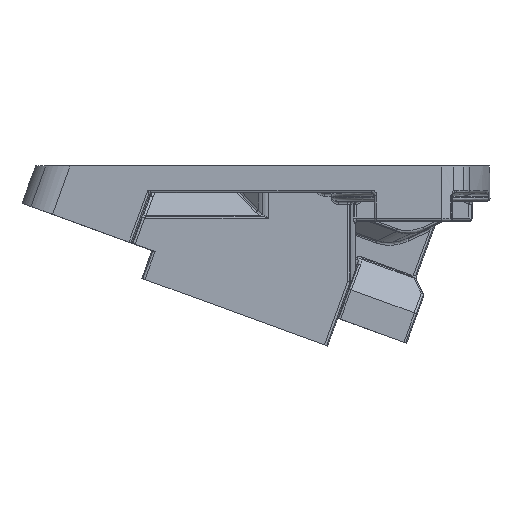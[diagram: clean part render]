
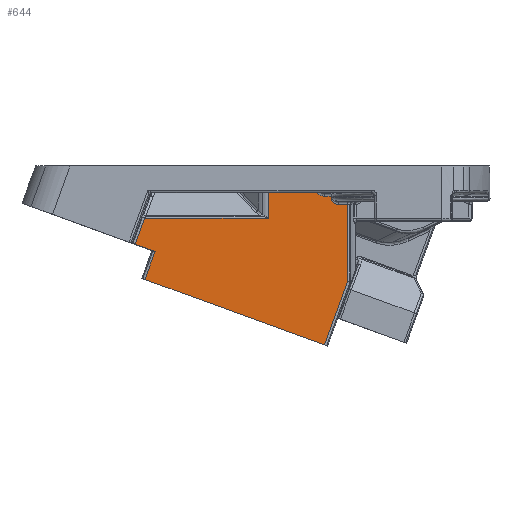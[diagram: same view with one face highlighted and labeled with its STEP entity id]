
A CAD part, left-side view. The second image highlights one B-rep face of the part: STEP entity #644.
In plain terms, the highlighted planar face has unit normal (-1, 0, 0).
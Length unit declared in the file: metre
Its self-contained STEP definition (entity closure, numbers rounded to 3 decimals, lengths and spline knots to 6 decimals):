
#644=ADVANCED_FACE('0:1217',(#1851),#1852,.T.);
#1851=FACE_OUTER_BOUND('',#28957,.T.);
#1852=PLANE('',#28958);
#28957=EDGE_LOOP('',(#33503,#33504,#33505,#33506,#33507,#33508,#33509,#33510,#33511,#33512,#33513,#33514,#33515,#33516,#33517));
#28958=AXIS2_PLACEMENT_3D('',#33518,#33519,#33520);
#33503=ORIENTED_EDGE('',*,*,#33728,.F.);
#33504=ORIENTED_EDGE('',*,*,#35189,.F.);
#33505=ORIENTED_EDGE('',*,*,#33724,.F.);
#33506=ORIENTED_EDGE('',*,*,#35111,.F.);
#33507=ORIENTED_EDGE('',*,*,#33644,.F.);
#33508=ORIENTED_EDGE('',*,*,#34517,.F.);
#33509=ORIENTED_EDGE('',*,*,#35190,.F.);
#33510=ORIENTED_EDGE('',*,*,#35115,.T.);
#33511=ORIENTED_EDGE('',*,*,#35109,.F.);
#33512=ORIENTED_EDGE('',*,*,#35107,.F.);
#33513=ORIENTED_EDGE('',*,*,#35106,.F.);
#33514=ORIENTED_EDGE('',*,*,#35104,.F.);
#33515=ORIENTED_EDGE('',*,*,#35102,.F.);
#33516=ORIENTED_EDGE('',*,*,#33806,.F.);
#33517=ORIENTED_EDGE('',*,*,#35100,.F.);
#33518=CARTESIAN_POINT('',(-0.026872,-0.040314,0.007999));
#33519=DIRECTION('',(-1.0,0.,0.0));
#33520=DIRECTION('',(0.,1.0,0.0));
#33644=EDGE_CURVE('0:4178',#35211,#35213,#35214,.T.);
#33724=EDGE_CURVE('0:3986',#35371,#35373,#35374,.T.);
#33728=EDGE_CURVE('0:3983',#35379,#35381,#35382,.T.);
#33806=EDGE_CURVE('0:3860',#35530,#35532,#35533,.T.);
#34517=EDGE_CURVE('0:1523',#36819,#35211,#36821,.T.);
#35100=EDGE_CURVE('0:3857',#35381,#35530,#37591,.T.);
#35102=EDGE_CURVE('0:3866',#35532,#37593,#37594,.T.);
#35104=EDGE_CURVE('0:3872',#37593,#37596,#37597,.T.);
#35106=EDGE_CURVE('0:3878',#37596,#37365,#37599,.T.);
#35107=EDGE_CURVE('0:3881',#37365,#37600,#37601,.T.);
#35109=EDGE_CURVE('0:3887',#37600,#37603,#37604,.T.);
#35111=EDGE_CURVE('0:3893',#35213,#35371,#37606,.T.);
#35115=EDGE_CURVE('0:3908',#37611,#37603,#37612,.F.);
#35189=EDGE_CURVE('0:4181',#35373,#35379,#37710,.F.);
#35190=EDGE_CURVE('0:4184',#37611,#36819,#37711,.T.);
#35211=VERTEX_POINT('',#37737);
#35213=VERTEX_POINT('',#37739);
#35214=LINE('',#37740,#37741);
#35371=VERTEX_POINT('',#38090);
#35373=VERTEX_POINT('',#38103);
#35374=LINE('',#38104,#38105);
#35379=VERTEX_POINT('',#38111);
#35381=VERTEX_POINT('',#38113);
#35382=LINE('',#38114,#38115);
#35530=VERTEX_POINT('',#38433);
#35532=VERTEX_POINT('',#38435);
#35533=LINE('',#38436,#38437);
#36819=VERTEX_POINT('',#40947);
#36821=LINE('',#40949,#40950);
#37365=VERTEX_POINT('',#42922);
#37591=B_SPLINE_CURVE_WITH_KNOTS('',3,(#43887,#43888,#43889,#43890,#43891,#43892,#43893,#43894,#43895,#43896,#43897,#43898,#43899,#43900,#43901,#43902,#43903,#43904,#43905,#43906),.UNSPECIFIED.,.F.,.F.,(4,2,2,2,2,2,2,2,2,4),(-0.002609,-0.002605,-0.002168,-0.00174,-0.001472,-0.001305,-0.001137,-0.00087,-0.000442,-0.0),.UNSPECIFIED.);
#37593=VERTEX_POINT('',#43908);
#37594=LINE('',#43909,#43910);
#37596=VERTEX_POINT('',#43912);
#37597=B_SPLINE_CURVE_WITH_KNOTS('',3,(#43913,#43914,#43915,#43916,#43917,#43918,#43919,#43920,#43921,#43922,#43923,#43924,#43925,#43926,#43927,#43928,#43929,#43930),.UNSPECIFIED.,.F.,.F.,(4,2,2,2,2,2,2,2,4),(-0.001905,-0.001583,-0.00127,-0.001075,-0.000953,-0.000831,-0.000635,-0.000322,-0.0),.UNSPECIFIED.);
#37599=B_SPLINE_CURVE_WITH_KNOTS('',3,(#43932,#43933,#43934,#43935),.UNSPECIFIED.,.F.,.F.,(4,4),(-0.001767,-0.0),.UNSPECIFIED.);
#37600=VERTEX_POINT('',#43936);
#37601=LINE('',#43937,#43938);
#37603=VERTEX_POINT('',#43940);
#37604=LINE('',#43941,#43942);
#37606=LINE('',#43944,#43945);
#37611=VERTEX_POINT('',#43951);
#37612=LINE('',#43952,#43953);
#37710=LINE('',#44137,#44138);
#37711=LINE('',#44139,#44140);
#37737=CARTESIAN_POINT('',(-0.026872,-0.012602,-0.002502));
#37739=CARTESIAN_POINT('',(-0.026872,-0.014362,0.002335));
#37740=CARTESIAN_POINT('',(-0.026872,-0.015682,0.005962));
#37741=VECTOR('',#44163,1.0);
#38090=CARTESIAN_POINT('',(-0.026872,-0.037298,0.002335));
#38103=CARTESIAN_POINT('',(-0.026872,-0.037298,0.012));
#38104=CARTESIAN_POINT('',(-0.026872,-0.037298,0.0115));
#38105=VECTOR('',#44290,1.0);
#38111=CARTESIAN_POINT('',(-0.026872,-0.048007,0.012));
#38113=CARTESIAN_POINT('',(-0.026872,-0.045466,0.007599));
#38114=CARTESIAN_POINT('',(-0.026872,-0.046223,0.008911));
#38115=VECTOR('',#44298,1.0);
#38433=CARTESIAN_POINT('',(-0.026872,-0.047729,0.006399));
#38435=CARTESIAN_POINT('',(-0.026872,-0.048975,0.006399));
#38436=CARTESIAN_POINT('',(-0.026872,-0.046168,0.006399));
#38437=VECTOR('',#44427,1.0);
#40947=CARTESIAN_POINT('',(-0.026872,-0.016319,-0.003855));
#40949=CARTESIAN_POINT('',(-0.026872,-0.0331,-0.009962));
#40950=VECTOR('',#45674,1.0);
#42922=CARTESIAN_POINT('',(-0.026872,-0.051982,0.004905));
#43887=CARTESIAN_POINT('',(-0.026872,-0.045466,0.007599));
#43888=CARTESIAN_POINT('',(-0.026872,-0.045467,0.007599));
#43889=CARTESIAN_POINT('',(-0.026872,-0.045468,0.007598));
#43890=CARTESIAN_POINT('',(-0.026872,-0.045581,0.007503));
#43891=CARTESIAN_POINT('',(-0.026872,-0.045694,0.00741));
#43892=CARTESIAN_POINT('',(-0.026872,-0.045918,0.007229));
#43893=CARTESIAN_POINT('',(-0.026872,-0.04603,0.00714));
#43894=CARTESIAN_POINT('',(-0.026872,-0.046216,0.007002));
#43895=CARTESIAN_POINT('',(-0.026872,-0.046289,0.00695));
#43896=CARTESIAN_POINT('',(-0.026872,-0.046409,0.006869));
#43897=CARTESIAN_POINT('',(-0.026872,-0.046456,0.006839));
#43898=CARTESIAN_POINT('',(-0.026872,-0.046551,0.006779));
#43899=CARTESIAN_POINT('',(-0.026872,-0.046599,0.00675));
#43900=CARTESIAN_POINT('',(-0.026872,-0.046725,0.006679));
#43901=CARTESIAN_POINT('',(-0.026872,-0.046805,0.006637));
#43902=CARTESIAN_POINT('',(-0.026872,-0.047016,0.006541));
#43903=CARTESIAN_POINT('',(-0.026872,-0.047151,0.006491));
#43904=CARTESIAN_POINT('',(-0.026872,-0.047434,0.00642));
#43905=CARTESIAN_POINT('',(-0.026872,-0.047582,0.006399));
#43906=CARTESIAN_POINT('',(-0.026872,-0.047729,0.006399));
#43908=CARTESIAN_POINT('',(-0.026872,-0.048975,0.006102));
#43909=CARTESIAN_POINT('',(-0.026872,-0.048975,0.006249));
#43910=VECTOR('',#46674,1.0);
#43912=CARTESIAN_POINT('',(-0.026872,-0.050216,0.004902));
#43913=CARTESIAN_POINT('',(-0.026872,-0.048975,0.006102));
#43914=CARTESIAN_POINT('',(-0.026872,-0.048975,0.005995));
#43915=CARTESIAN_POINT('',(-0.026872,-0.04899,0.005886));
#43916=CARTESIAN_POINT('',(-0.026872,-0.049049,0.005681));
#43917=CARTESIAN_POINT('',(-0.026872,-0.049091,0.005584));
#43918=CARTESIAN_POINT('',(-0.026872,-0.049179,0.005438));
#43919=CARTESIAN_POINT('',(-0.026872,-0.049218,0.005385));
#43920=CARTESIAN_POINT('',(-0.026872,-0.049288,0.005304));
#43921=CARTESIAN_POINT('',(-0.026872,-0.049316,0.005274));
#43922=CARTESIAN_POINT('',(-0.026872,-0.049375,0.005218));
#43923=CARTESIAN_POINT('',(-0.026872,-0.049406,0.005191));
#43924=CARTESIAN_POINT('',(-0.026872,-0.04949,0.005126));
#43925=CARTESIAN_POINT('',(-0.026872,-0.049545,0.005089));
#43926=CARTESIAN_POINT('',(-0.026872,-0.049695,0.005007));
#43927=CARTESIAN_POINT('',(-0.026872,-0.049792,0.004969));
#43928=CARTESIAN_POINT('',(-0.026872,-0.049999,0.004916));
#43929=CARTESIAN_POINT('',(-0.026872,-0.050108,0.004902));
#43930=CARTESIAN_POINT('',(-0.026872,-0.050216,0.004902));
#43932=CARTESIAN_POINT('',(-0.026872,-0.050216,0.004902));
#43933=CARTESIAN_POINT('',(-0.026872,-0.050804,0.004903));
#43934=CARTESIAN_POINT('',(-0.026872,-0.051393,0.004904));
#43935=CARTESIAN_POINT('',(-0.026872,-0.051982,0.004905));
#43936=CARTESIAN_POINT('',(-0.026872,-0.051982,-0.009448));
#43937=CARTESIAN_POINT('',(-0.026872,-0.051982,0.015));
#43938=VECTOR('',#46681,1.0);
#43940=CARTESIAN_POINT('',(-0.026872,-0.047727,-0.021139));
#43941=CARTESIAN_POINT('',(-0.026872,-0.053379,-0.005609));
#43942=VECTOR('',#46685,1.0);
#43944=CARTESIAN_POINT('',(-0.026872,-0.033405,0.002335));
#43945=VECTOR('',#46689,1.0);
#43951=CARTESIAN_POINT('',(-0.026872,-0.014438,-0.009023));
#43952=CARTESIAN_POINT('',(-0.026872,-0.025194,-0.012938));
#43953=VECTOR('',#46697,1.0);
#44137=CARTESIAN_POINT('',(-0.026872,-0.023175,0.012));
#44138=VECTOR('',#46840,1.0);
#44139=CARTESIAN_POINT('',(-0.026872,-0.019627,0.005235));
#44140=VECTOR('',#46841,1.0);
#44163=DIRECTION('',(0.,-0.342,0.94));
#44290=DIRECTION('',(0.0,0.0,1.0));
#44298=DIRECTION('',(0.,0.5,-0.866));
#44427=DIRECTION('',(0.,-1.0,0.0));
#45674=DIRECTION('',(0.,0.94,0.342));
#46674=DIRECTION('',(0.,0.,-1.0));
#46681=DIRECTION('',(0.0,0.0,-1.0));
#46685=DIRECTION('',(0.,0.342,-0.94));
#46689=DIRECTION('',(0.,-1.0,0.));
#46697=DIRECTION('',(0.,0.94,0.342));
#46840=DIRECTION('',(0.,1.0,0.));
#46841=DIRECTION('',(0.,-0.342,0.94));
